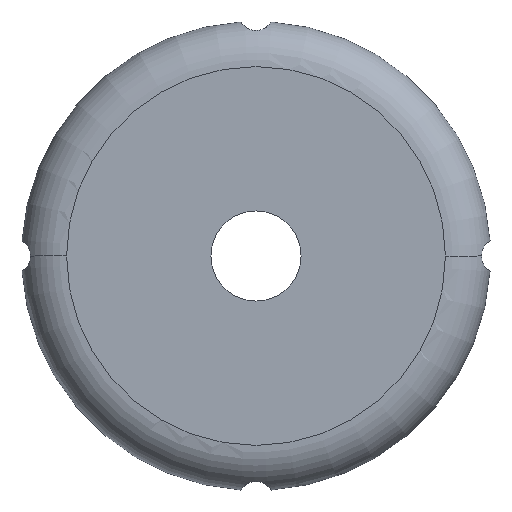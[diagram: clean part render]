
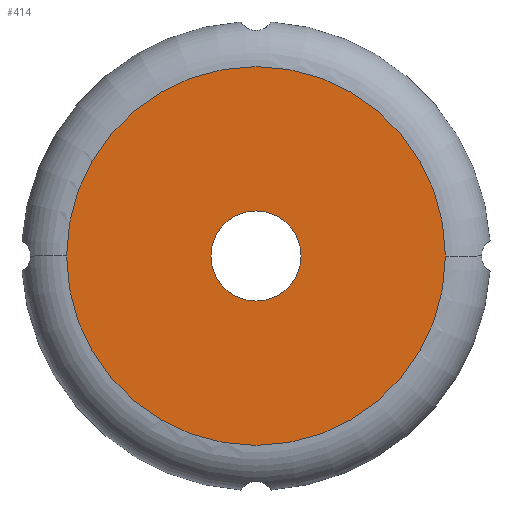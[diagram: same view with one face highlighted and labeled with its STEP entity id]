
A CAD part, front view. The second image highlights one B-rep face of the part: STEP entity #414.
In plain terms, the highlighted planar face has unit normal (0, -1, 0).
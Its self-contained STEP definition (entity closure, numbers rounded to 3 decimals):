
#235=CARTESIAN_POINT('Axis2P3D Location',(0.,-2.5,0.)) ;
#239=CARTESIAN_POINT('Vertex',(-2.5,-2.5,0.)) ;
#241=CARTESIAN_POINT('Vertex',(2.5,-2.5,0.)) ;
#261=CARTESIAN_POINT('Axis2P3D Location',(0.,-2.5,0.)) ;
#387=CARTESIAN_POINT('Axis2P3D Location',(0.,-2.5,0.)) ;
#392=CARTESIAN_POINT('Axis2P3D Location',(0.,-2.5,0.)) ;
#396=CARTESIAN_POINT('Vertex',(-10.5,-2.5,0.)) ;
#398=CARTESIAN_POINT('Vertex',(10.5,-2.5,0.)) ;
#401=CARTESIAN_POINT('Axis2P3D Location',(0.,-2.5,0.)) ;
#236=DIRECTION('Axis2P3D Direction',(0.,-1.,0.)) ;
#262=DIRECTION('Axis2P3D Direction',(0.,-1.,0.)) ;
#388=DIRECTION('Axis2P3D Direction',(0.,-1.,0.)) ;
#389=DIRECTION('Axis2P3D XDirection',(1.,0.,0.)) ;
#393=DIRECTION('Axis2P3D Direction',(0.,-1.,0.)) ;
#402=DIRECTION('Axis2P3D Direction',(0.,-1.,0.)) ;
#237=AXIS2_PLACEMENT_3D('Circle Axis2P3D',#235,#236,$) ;
#263=AXIS2_PLACEMENT_3D('Circle Axis2P3D',#261,#262,$) ;
#390=AXIS2_PLACEMENT_3D('Plane Axis2P3D',#387,#388,#389) ;
#394=AXIS2_PLACEMENT_3D('Circle Axis2P3D',#392,#393,$) ;
#403=AXIS2_PLACEMENT_3D('Circle Axis2P3D',#401,#402,$) ;
#407=ORIENTED_EDGE('',*,*,#400,.T.) ;
#408=ORIENTED_EDGE('',*,*,#405,.T.) ;
#411=ORIENTED_EDGE('',*,*,#243,.F.) ;
#412=ORIENTED_EDGE('',*,*,#265,.F.) ;
#413=FACE_BOUND('',#410,.T.) ;
#414=ADVANCED_FACE('',(#409,#413),#391,.T.) ;
#238=CIRCLE('generated circle',#237,2.5) ;
#264=CIRCLE('generated circle',#263,2.5) ;
#395=CIRCLE('generated circle',#394,10.5) ;
#404=CIRCLE('generated circle',#403,10.5) ;
#243=EDGE_CURVE('',#240,#242,#238,.T.) ;
#265=EDGE_CURVE('',#242,#240,#264,.T.) ;
#400=EDGE_CURVE('',#397,#399,#395,.T.) ;
#405=EDGE_CURVE('',#399,#397,#404,.T.) ;
#406=EDGE_LOOP('',(#407,#408)) ;
#410=EDGE_LOOP('',(#411,#412)) ;
#409=FACE_OUTER_BOUND('',#406,.T.) ;
#391=PLANE('Plane',#390) ;
#240=VERTEX_POINT('',#239) ;
#242=VERTEX_POINT('',#241) ;
#397=VERTEX_POINT('',#396) ;
#399=VERTEX_POINT('',#398) ;
